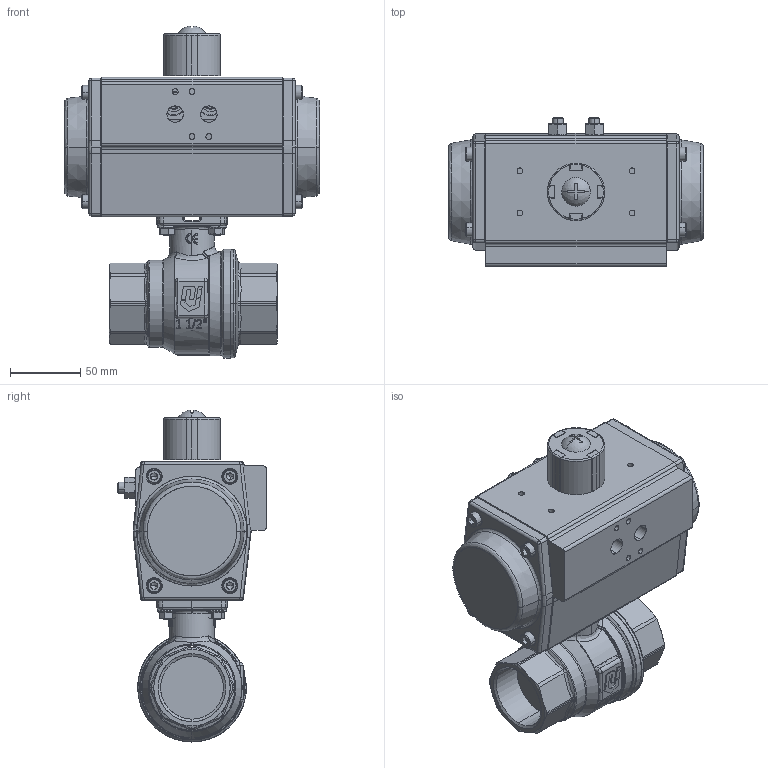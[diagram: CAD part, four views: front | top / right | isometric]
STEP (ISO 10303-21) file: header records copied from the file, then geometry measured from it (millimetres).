
FILE_DESCRIPTION (( 'STEP AP214' ), '1' );
FILE_NAME ('PK01_DN40_einfachwirkend (PK01010007).STEP', '2022-01-14T12:44:38', ( '' ), ( '' ), 'SwSTEP 2.0', 'SolidWorks 2021', '' );
FILE_SCHEMA (( 'AUTOMOTIVE_DESIGN' ));
Length unit declared in the file: metre
Products named in the file (1): PK01_DN40_einfachwirkend (PK01010007)
Bounding box: 182 x 106 x 236.9 mm (x, y, z)
Surface area: 144107.1 mm2 (no closed solid volume)
Topology: 0 solids, 858 shells, 1044 faces, 4832 edges, 4614 vertices
Faces by surface type: plane 366, cylinder 287, bspline 253, cone 124, torus 12, sphere 2
Entity records: 88955 total; most frequent: CARTESIAN_POINT 42717, DIRECTION 6163, ORIENTED_EDGE 5172, EDGE_CURVE 4803, VERTEX_POINT 4614, AXIS2_PLACEMENT_3D 2098, VECTOR 1967, LINE 1967
